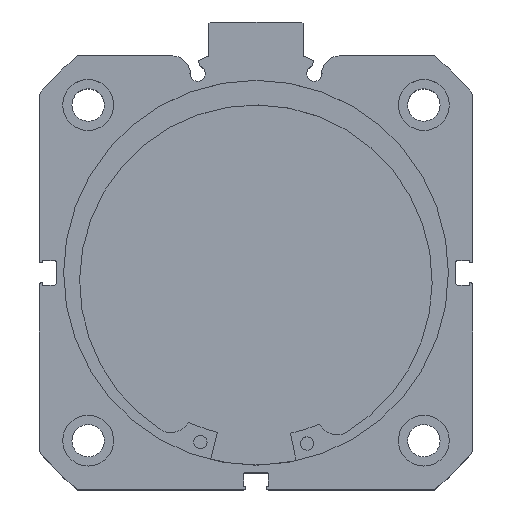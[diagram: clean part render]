
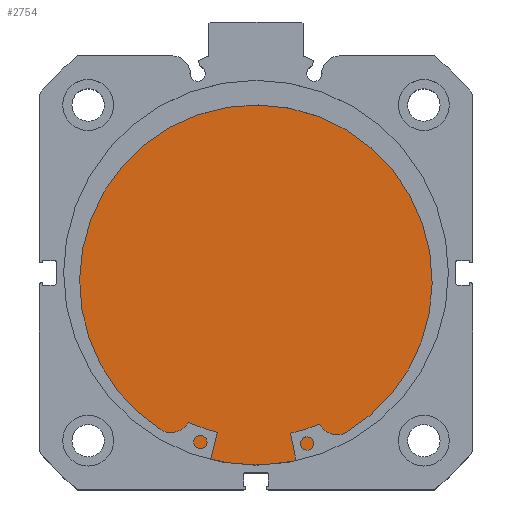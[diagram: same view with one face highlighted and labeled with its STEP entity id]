
A CAD part, top view. The second image highlights one B-rep face of the part: STEP entity #2754.
In plain terms, the highlighted face is planar.
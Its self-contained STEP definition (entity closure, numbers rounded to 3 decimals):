
#596 = FACE_OUTER_BOUND ( 'NONE', #6625, .T. ) ;
#810 = VERTEX_POINT ( 'NONE', #3167 ) ;
#867 = CARTESIAN_POINT ( 'NONE',  ( 13., 0., 51. ) ) ;
#1162 = CARTESIAN_POINT ( 'NONE',  ( 13., 0., 0. ) ) ;
#1170 = DIRECTION ( 'NONE',  ( -1., 0., 0. ) ) ;
#1171 = DIRECTION ( 'NONE',  ( 0., 0., 1. ) ) ;
#1654 = DIRECTION ( 'NONE',  ( -1., 0., 0. ) ) ;
#1655 = CARTESIAN_POINT ( 'NONE',  ( 13., 0., 0. ) ) ;
#1660 = DIRECTION ( 'NONE',  ( 0., 0., 1. ) ) ;
#1985 = CARTESIAN_POINT ( 'NONE',  ( 13., 51., 0. ) ) ;
#1987 = DIRECTION ( 'NONE',  ( -1., 0., 0. ) ) ;
#2003 = PLANE ( 'NONE',  #4579 ) ;
#2027 = DIRECTION ( 'NONE',  ( 0., 0., 1. ) ) ;
#2754 = ADVANCED_FACE ( 'NONE', ( #596 ), #2003, .F. ) ;
#3167 = CARTESIAN_POINT ( 'NONE',  ( 13., 0., -51. ) ) ;
#3461 = ORIENTED_EDGE ( 'NONE', *, *, #6787, .F. ) ;
#3469 = ORIENTED_EDGE ( 'NONE', *, *, #6361, .F. ) ;
#4579 = AXIS2_PLACEMENT_3D ( 'NONE', #1985, #1987, #2027 ) ;
#4749 = AXIS2_PLACEMENT_3D ( 'NONE', #1162, #1170, #1171 ) ;
#4812 = AXIS2_PLACEMENT_3D ( 'NONE', #1655, #1654, #1660 ) ;
#5236 = CIRCLE ( 'NONE', #4749, 51. ) ;
#5493 = CIRCLE ( 'NONE', #4812, 51. ) ;
#5960 = VERTEX_POINT ( 'NONE', #867 ) ;
#6361 = EDGE_CURVE ( 'NONE', #810, #5960, #5236, .T. ) ;
#6625 = EDGE_LOOP ( 'NONE', ( #3461, #3469 ) ) ;
#6787 = EDGE_CURVE ( 'NONE', #5960, #810, #5493, .T. ) ;
